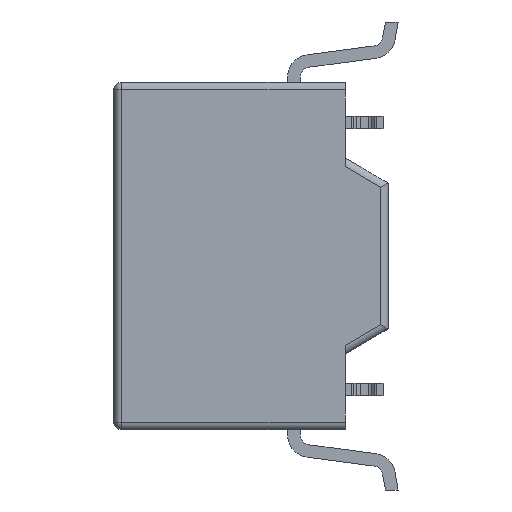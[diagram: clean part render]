
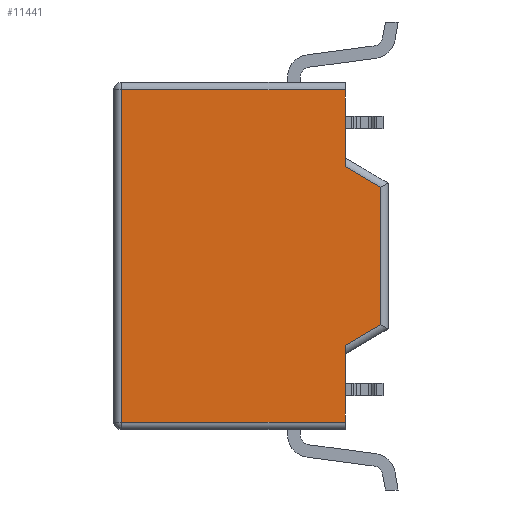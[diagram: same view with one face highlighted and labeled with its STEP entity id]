
A CAD part, left-side view. The second image highlights one B-rep face of the part: STEP entity #11441.
In plain terms, the highlighted planar face has unit normal (-1, 0, 0).
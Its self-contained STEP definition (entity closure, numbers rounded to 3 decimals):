
#39=DIRECTION('',(0.,0.,1.));
#40=VECTOR('',#39,1.524);
#41=CARTESIAN_POINT('',(-6.4,0.,-3.3));
#42=LINE('',#41,#40);
#55=DIRECTION('',(0.,0.,1.));
#56=VECTOR('',#55,1.524);
#57=CARTESIAN_POINT('',(-6.4,0.,1.776));
#58=LINE('',#57,#56);
#1788=DIRECTION('',(0.,-1.,0.));
#1789=VECTOR('',#1788,4.45);
#1790=CARTESIAN_POINT('',(-6.4,4.45,3.3));
#1791=LINE('',#1790,#1789);
#1792=DIRECTION('',(0.,0.862,0.507));
#1793=VECTOR('',#1792,0.812);
#1794=CARTESIAN_POINT('',(-6.4,-0.7,1.364));
#1795=LINE('',#1794,#1793);
#1796=DIRECTION('',(0.,0.,1.));
#1797=VECTOR('',#1796,2.728);
#1798=CARTESIAN_POINT('',(-6.4,-0.7,-1.364));
#1799=LINE('',#1798,#1797);
#1800=DIRECTION('',(0.,-0.862,0.507));
#1801=VECTOR('',#1800,0.812);
#1802=CARTESIAN_POINT('',(-6.4,0.,-1.776));
#1803=LINE('',#1802,#1801);
#1804=DIRECTION('',(0.,-1.,0.));
#1805=VECTOR('',#1804,4.45);
#1806=CARTESIAN_POINT('',(-6.4,4.45,-3.3));
#1807=LINE('',#1806,#1805);
#1808=DIRECTION('',(0.,0.,1.));
#1809=VECTOR('',#1808,6.6);
#1810=CARTESIAN_POINT('',(-6.4,4.45,-3.3));
#1811=LINE('',#1810,#1809);
#9032=CARTESIAN_POINT('',(-6.4,0.,3.3));
#9034=VERTEX_POINT('',#9032);
#9035=CARTESIAN_POINT('',(-6.4,4.45,3.3));
#9036=VERTEX_POINT('',#9035);
#9037=CARTESIAN_POINT('',(-6.4,4.45,-3.3));
#9038=VERTEX_POINT('',#9037);
#9041=CARTESIAN_POINT('',(-6.4,0.,-3.3));
#9043=VERTEX_POINT('',#9041);
#9089=CARTESIAN_POINT('',(-6.4,-0.7,1.364));
#9090=CARTESIAN_POINT('',(-6.4,0.,1.776));
#9091=VERTEX_POINT('',#9089);
#9092=VERTEX_POINT('',#9090);
#9093=CARTESIAN_POINT('',(-6.4,0.,-1.776));
#9094=CARTESIAN_POINT('',(-6.4,-0.7,-1.364));
#9095=VERTEX_POINT('',#9093);
#9096=VERTEX_POINT('',#9094);
#11421=CARTESIAN_POINT('',(-6.4,0.,-3.45));
#11422=DIRECTION('',(-1.,0.,0.));
#11423=DIRECTION('',(0.,0.,1.));
#11424=AXIS2_PLACEMENT_3D('',#11421,#11422,#11423);
#11425=PLANE('',#11424);
#11426=ORIENTED_EDGE('',*,*,#11413,.T.);
#11427=ORIENTED_EDGE('',*,*,#9150,.F.);
#11429=ORIENTED_EDGE('',*,*,#11428,.F.);
#11431=ORIENTED_EDGE('',*,*,#11430,.F.);
#11433=ORIENTED_EDGE('',*,*,#11432,.F.);
#11434=ORIENTED_EDGE('',*,*,#9134,.F.);
#11436=ORIENTED_EDGE('',*,*,#11435,.F.);
#11438=ORIENTED_EDGE('',*,*,#11437,.T.);
#11439=EDGE_LOOP('',(#11426,#11427,#11429,#11431,#11433,#11434,#11436,#11438));
#11440=FACE_OUTER_BOUND('',#11439,.F.);
#11441=ADVANCED_FACE('',(#11440),#11425,.T.);
#9134=EDGE_CURVE('',#9043,#9095,#42,.T.);
#9150=EDGE_CURVE('',#9092,#9034,#58,.T.);
#11413=EDGE_CURVE('',#9036,#9034,#1791,.T.);
#11428=EDGE_CURVE('',#9091,#9092,#1795,.T.);
#11430=EDGE_CURVE('',#9096,#9091,#1799,.T.);
#11432=EDGE_CURVE('',#9095,#9096,#1803,.T.);
#11435=EDGE_CURVE('',#9038,#9043,#1807,.T.);
#11437=EDGE_CURVE('',#9038,#9036,#1811,.T.);
